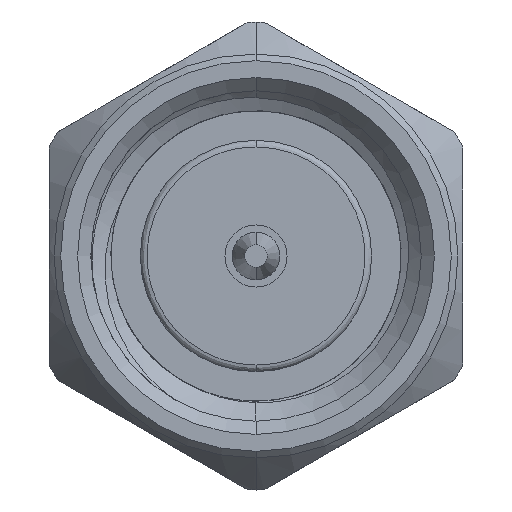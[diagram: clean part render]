
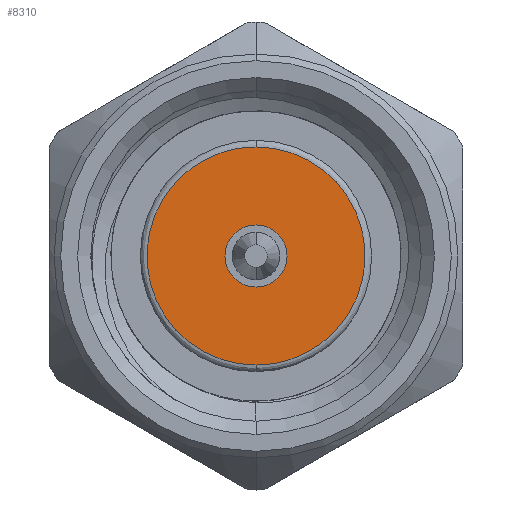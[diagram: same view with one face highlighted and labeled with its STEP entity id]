
A CAD part, left-side view. The second image highlights one B-rep face of the part: STEP entity #8310.
In plain terms, the highlighted planar face has unit normal (-1, 0, 0).
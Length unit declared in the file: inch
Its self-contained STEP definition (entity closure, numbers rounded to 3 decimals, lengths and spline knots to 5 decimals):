
#611 = DIRECTION ( 'NONE',  ( 0., 0., -1. ) ) ;
#1205 = VERTEX_POINT ( 'NONE', #5083 ) ;
#1245 = DIRECTION ( 'NONE',  ( 1., 0., 0. ) ) ;
#1253 = ORIENTED_EDGE ( 'NONE', *, *, #5589, .F. ) ;
#1749 =( BOUNDED_CURVE ( )  B_SPLINE_CURVE ( 3, ( #6711, #2031, #4326, #9039 ),
 .UNSPECIFIED., .F., .F. ) 
 B_SPLINE_CURVE_WITH_KNOTS ( ( 4, 4 ),
 ( 0., 1. ),
 .UNSPECIFIED. ) 
 CURVE ( )  GEOMETRIC_REPRESENTATION_ITEM ( )  RATIONAL_B_SPLINE_CURVE ( ( 1., 0.333, 0.333, 1. ) ) 
 REPRESENTATION_ITEM ( '' )  );
#2031 = CARTESIAN_POINT ( 'NONE',  ( 0.1, -0.165, 0.0825 ) ) ;
#2883 = DIRECTION ( 'NONE',  ( -1., 0., 0. ) ) ;
#2941 = CARTESIAN_POINT ( 'NONE',  ( 0.1, 0., 0. ) ) ;
#2997 = DIRECTION ( 'NONE',  ( -1., 0., 0. ) ) ;
#3031 = CARTESIAN_POINT ( 'NONE',  ( 0.1, 0., 0. ) ) ;
#3171 = ORIENTED_EDGE ( 'NONE', *, *, #9327, .F. ) ;
#3181 = CIRCLE ( 'NONE', #4392, 0.0235 ) ;
#3719 = PLANE ( 'NONE',  #6564 ) ;
#3835 = EDGE_LOOP ( 'NONE', ( #3171, #7306 ) ) ;
#4326 = CARTESIAN_POINT ( 'NONE',  ( 0.1, -0.165, -0.0825 ) ) ;
#4372 = EDGE_CURVE ( 'NONE', #1205, #7857, #1749, .T. ) ;
#4392 = AXIS2_PLACEMENT_3D ( 'NONE', #3031, #2997, #6842 ) ;
#5051 = CARTESIAN_POINT ( 'NONE',  ( 0.1, 0., 0.0825 ) ) ;
#5083 = CARTESIAN_POINT ( 'NONE',  ( 0.1, 0., 0.0825 ) ) ;
#5116 = CARTESIAN_POINT ( 'NONE',  ( 0.1, 0.165, -0.0825 ) ) ;
#5165 = DIRECTION ( 'NONE',  ( 0., 0., -1. ) ) ;
#5305 = VERTEX_POINT ( 'NONE', #8974 ) ;
#5589 = EDGE_CURVE ( 'NONE', #5305, #9506, #10079, .T. ) ;
#6128 = FACE_OUTER_BOUND ( 'NONE', #3835, .T. ) ;
#6492 = FACE_BOUND ( 'NONE', #8354, .T. ) ;
#6564 = AXIS2_PLACEMENT_3D ( 'NONE', #2941, #1245, #611 ) ;
#6605 = CARTESIAN_POINT ( 'NONE',  ( 0.1, 0., 0. ) ) ;
#6616 = CARTESIAN_POINT ( 'NONE',  ( 0.1, 0., -0.0825 ) ) ;
#6711 = CARTESIAN_POINT ( 'NONE',  ( 0.1, 0., 0.0825 ) ) ;
#6842 = DIRECTION ( 'NONE',  ( 0., 0., -1. ) ) ;
#7306 = ORIENTED_EDGE ( 'NONE', *, *, #4372, .F. ) ;
#7364 = CARTESIAN_POINT ( 'NONE',  ( 0.1, 0.165, 0.0825 ) ) ;
#7857 = VERTEX_POINT ( 'NONE', #8010 ) ;
#8010 = CARTESIAN_POINT ( 'NONE',  ( 0.1, 0., -0.0825 ) ) ;
#8310 = ADVANCED_FACE ( 'NONE', ( #6492, #6128 ), #3719, .F. ) ;
#8354 = EDGE_LOOP ( 'NONE', ( #1253, #9688 ) ) ;
#8491 = CARTESIAN_POINT ( 'NONE',  ( 0.1, 0., 0.0235 ) ) ;
#8974 = CARTESIAN_POINT ( 'NONE',  ( 0.1, 0., -0.0235 ) ) ;
#9039 = CARTESIAN_POINT ( 'NONE',  ( 0.1, 0., -0.0825 ) ) ;
#9327 = EDGE_CURVE ( 'NONE', #7857, #1205, #9984, .T. ) ;
#9395 = AXIS2_PLACEMENT_3D ( 'NONE', #6605, #2883, #5165 ) ;
#9484 = EDGE_CURVE ( 'NONE', #9506, #5305, #3181, .T. ) ;
#9506 = VERTEX_POINT ( 'NONE', #8491 ) ;
#9688 = ORIENTED_EDGE ( 'NONE', *, *, #9484, .F. ) ;
#9984 =( BOUNDED_CURVE ( )  B_SPLINE_CURVE ( 3, ( #6616, #5116, #7364, #5051 ),
 .UNSPECIFIED., .F., .F. ) 
 B_SPLINE_CURVE_WITH_KNOTS ( ( 4, 4 ),
 ( 0., 1. ),
 .UNSPECIFIED. ) 
 CURVE ( )  GEOMETRIC_REPRESENTATION_ITEM ( )  RATIONAL_B_SPLINE_CURVE ( ( 1., 0.333, 0.333, 1. ) ) 
 REPRESENTATION_ITEM ( '' )  );
#10079 = CIRCLE ( 'NONE', #9395, 0.0235 ) ;
